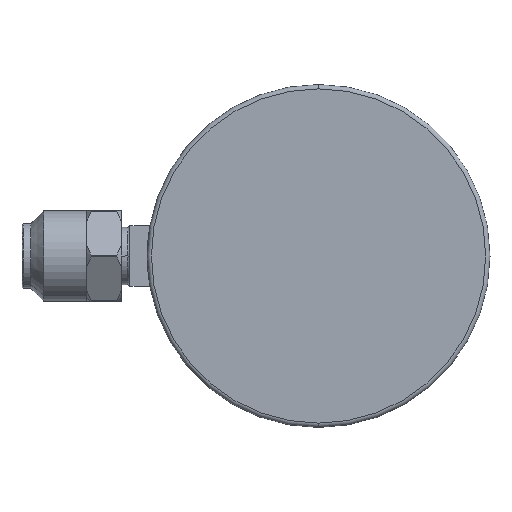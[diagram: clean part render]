
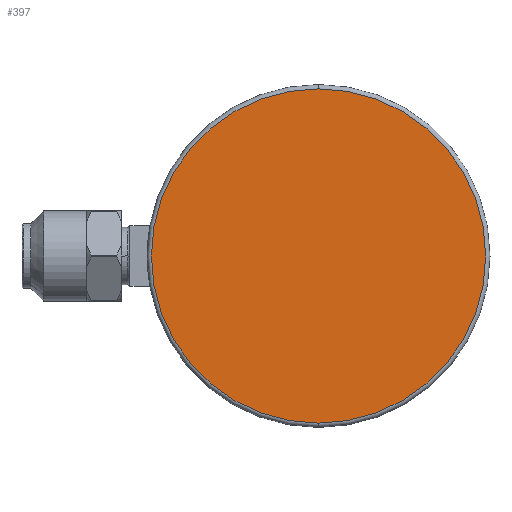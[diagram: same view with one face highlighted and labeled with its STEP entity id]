
A CAD part, front view. The second image highlights one B-rep face of the part: STEP entity #397.
In plain terms, the highlighted planar face has unit normal (0, -1, 0).
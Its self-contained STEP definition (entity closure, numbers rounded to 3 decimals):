
#291=CARTESIAN_POINT('Vertex',(39.75,0.,38.75)) ;
#294=CARTESIAN_POINT('Axis2P3D Location',(39.75,0.,0.)) ;
#298=CARTESIAN_POINT('Vertex',(39.75,0.,-38.75)) ;
#349=CARTESIAN_POINT('Axis2P3D Location',(39.75,0.,0.)) ;
#388=CARTESIAN_POINT('Axis2P3D Location',(0.,0.,0.)) ;
#295=DIRECTION('Axis2P3D Direction',(0.,1.,-0.)) ;
#350=DIRECTION('Axis2P3D Direction',(-0.,1.,0.)) ;
#389=DIRECTION('Axis2P3D Direction',(0.,1.,0.)) ;
#390=DIRECTION('Axis2P3D XDirection',(0.,0.,1.)) ;
#296=AXIS2_PLACEMENT_3D('Circle Axis2P3D',#294,#295,$) ;
#351=AXIS2_PLACEMENT_3D('Circle Axis2P3D',#349,#350,$) ;
#391=AXIS2_PLACEMENT_3D('Plane Axis2P3D',#388,#389,#390) ;
#297=CIRCLE('generated circle',#296,38.75) ;
#352=CIRCLE('generated circle',#351,38.75) ;
#392=PLANE('',#391) ;
#300=EDGE_CURVE('',#292,#299,#297,.T.) ;
#353=EDGE_CURVE('',#299,#292,#352,.T.) ;
#394=ORIENTED_EDGE('',*,*,#300,.F.) ;
#395=ORIENTED_EDGE('',*,*,#353,.F.) ;
#393=EDGE_LOOP('',(#394,#395)) ;
#292=VERTEX_POINT('',#291) ;
#299=VERTEX_POINT('',#298) ;
#397=ADVANCED_FACE('PartBody',(#396),#392,.F.) ;
#396=FACE_OUTER_BOUND('',#393,.T.) ;
